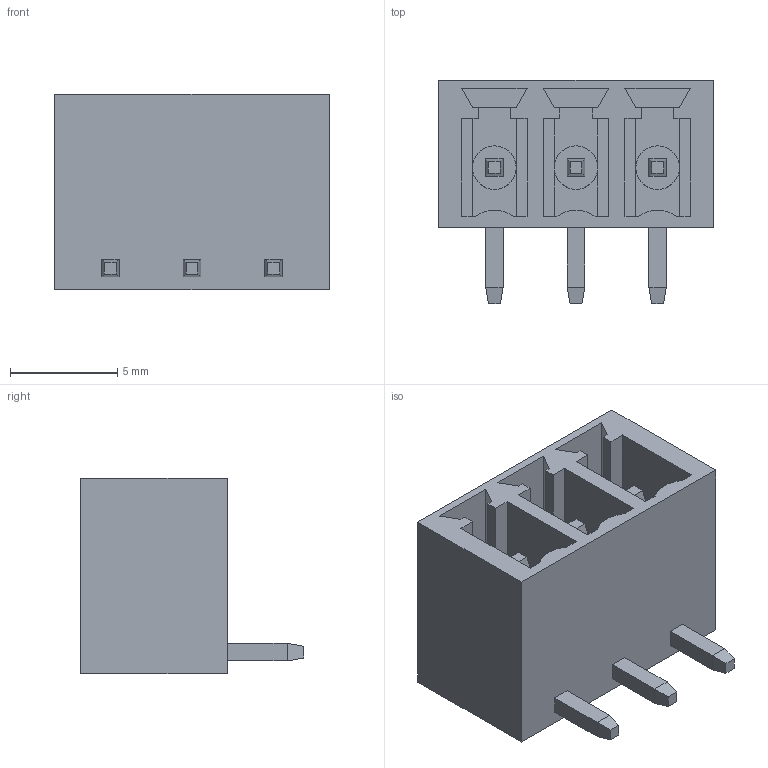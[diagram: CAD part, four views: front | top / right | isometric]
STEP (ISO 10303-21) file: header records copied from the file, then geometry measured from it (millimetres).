
FILE_DESCRIPTION((''),'2;1');
FILE_NAME('395121003','2015-01-28T',('me'),(''),'PRO/ENGINEER BY PARAMETRIC TECHNOLOGY CORPORATION, 2011490','PRO/ENGINEER BY PARAMETRIC TECHNOLOGY CORPORATION, 2011490','');
FILE_SCHEMA(('CONFIG_CONTROL_DESIGN'));
Length unit declared in the file: inch
Products named in the file (1): 395121003
Bounding box: 12.83 x 10.41 x 9.14 mm (x, y, z)
Volume: 457.8 mm3; surface area: 1154.4 mm2
Topology: 1 solids, 1 shells, 129 faces, 333 edges, 218 vertices
Faces by surface type: plane 120, cylinder 9
Entity records: 3871 total; most frequent: CARTESIAN_POINT 669, ORIENTED_EDGE 648, DIRECTION 623, EDGE_CURVE 324, VECTOR 303, LINE 303, VERTEX_POINT 206, AXIS2_PLACEMENT_3D 160
